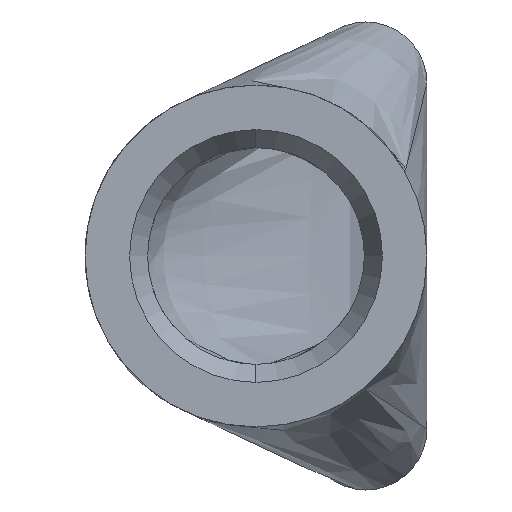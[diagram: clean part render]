
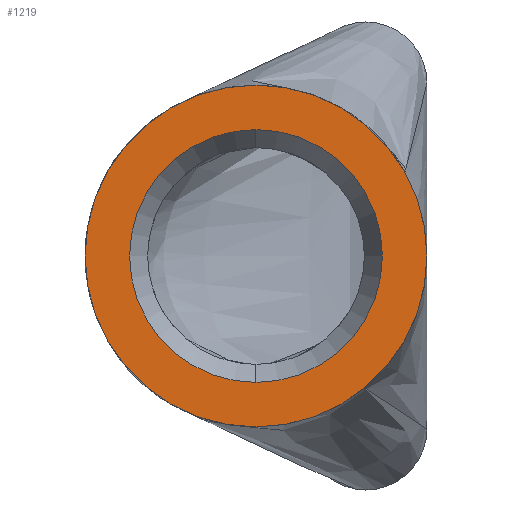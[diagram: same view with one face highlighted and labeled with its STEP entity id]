
A CAD part, left-side view. The second image highlights one B-rep face of the part: STEP entity #1219.
In plain terms, the highlighted planar face has unit normal (-1, 0, 0).
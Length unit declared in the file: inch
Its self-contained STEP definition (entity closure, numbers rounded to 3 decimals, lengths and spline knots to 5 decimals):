
#71 = CARTESIAN_POINT ( 'NONE',  ( 0., 0.6575, 0.48628 ) ) ;
#99 = CIRCLE ( 'NONE', #268, 0.48628 ) ;
#115 = CARTESIAN_POINT ( 'NONE',  ( 0., 0.6575, 0. ) ) ;
#162 = ORIENTED_EDGE ( 'NONE', *, *, #282, .T. ) ;
#204 = AXIS2_PLACEMENT_3D ( 'NONE', #1180, #227, #1077 ) ;
#227 = DIRECTION ( 'NONE',  ( 1., 0., 0. ) ) ;
#268 = AXIS2_PLACEMENT_3D ( 'NONE', #741, #442, #1026 ) ;
#282 = EDGE_CURVE ( 'NONE', #615, #889, #370, .T. ) ;
#350 = CARTESIAN_POINT ( 'NONE',  ( 0., 0.6575, 0. ) ) ;
#370 = CIRCLE ( 'NONE', #1070, 0.6575 ) ;
#388 = CARTESIAN_POINT ( 'NONE',  ( 0., 0.6575, -0.48628 ) ) ;
#401 = FACE_OUTER_BOUND ( 'NONE', #1228, .T. ) ;
#410 = DIRECTION ( 'NONE',  ( 0., 0., 1. ) ) ;
#442 = DIRECTION ( 'NONE',  ( 1., 0., 0. ) ) ;
#478 = EDGE_LOOP ( 'NONE', ( #514, #669 ) ) ;
#488 = ORIENTED_EDGE ( 'NONE', *, *, #577, .T. ) ;
#514 = ORIENTED_EDGE ( 'NONE', *, *, #522, .T. ) ;
#522 = EDGE_CURVE ( 'NONE', #1211, #585, #99, .T. ) ;
#577 = EDGE_CURVE ( 'NONE', #889, #615, #956, .T. ) ;
#580 = CARTESIAN_POINT ( 'NONE',  ( 0., 0., 0. ) ) ;
#585 = VERTEX_POINT ( 'NONE', #388 ) ;
#615 = VERTEX_POINT ( 'NONE', #1049 ) ;
#647 = DIRECTION ( 'NONE',  ( -1., 0., 0. ) ) ;
#660 = PLANE ( 'NONE',  #1160 ) ;
#669 = ORIENTED_EDGE ( 'NONE', *, *, #767, .T. ) ;
#678 = CARTESIAN_POINT ( 'NONE',  ( 0., 0.6575, 0.6575 ) ) ;
#684 = DIRECTION ( 'NONE',  ( -1., 0., 0. ) ) ;
#741 = CARTESIAN_POINT ( 'NONE',  ( 0., 0.6575, 0. ) ) ;
#753 = CIRCLE ( 'NONE', #204, 0.48628 ) ;
#761 = DIRECTION ( 'NONE',  ( 0., 0., 1. ) ) ;
#767 = EDGE_CURVE ( 'NONE', #585, #1211, #753, .T. ) ;
#889 = VERTEX_POINT ( 'NONE', #678 ) ;
#947 = FACE_BOUND ( 'NONE', #478, .T. ) ;
#956 = CIRCLE ( 'NONE', #1069, 0.6575 ) ;
#1026 = DIRECTION ( 'NONE',  ( 0., 0., 1. ) ) ;
#1031 = DIRECTION ( 'NONE',  ( 0., 0., 1. ) ) ;
#1049 = CARTESIAN_POINT ( 'NONE',  ( 0., 0.6575, -0.6575 ) ) ;
#1069 = AXIS2_PLACEMENT_3D ( 'NONE', #350, #647, #1031 ) ;
#1070 = AXIS2_PLACEMENT_3D ( 'NONE', #115, #1176, #410 ) ;
#1077 = DIRECTION ( 'NONE',  ( 0., 0., 1. ) ) ;
#1160 = AXIS2_PLACEMENT_3D ( 'NONE', #580, #684, #761 ) ;
#1176 = DIRECTION ( 'NONE',  ( -1., 0., 0. ) ) ;
#1180 = CARTESIAN_POINT ( 'NONE',  ( 0., 0.6575, 0. ) ) ;
#1211 = VERTEX_POINT ( 'NONE', #71 ) ;
#1219 = ADVANCED_FACE ( 'NONE', ( #947, #401 ), #660, .T. ) ;
#1228 = EDGE_LOOP ( 'NONE', ( #488, #162 ) ) ;
